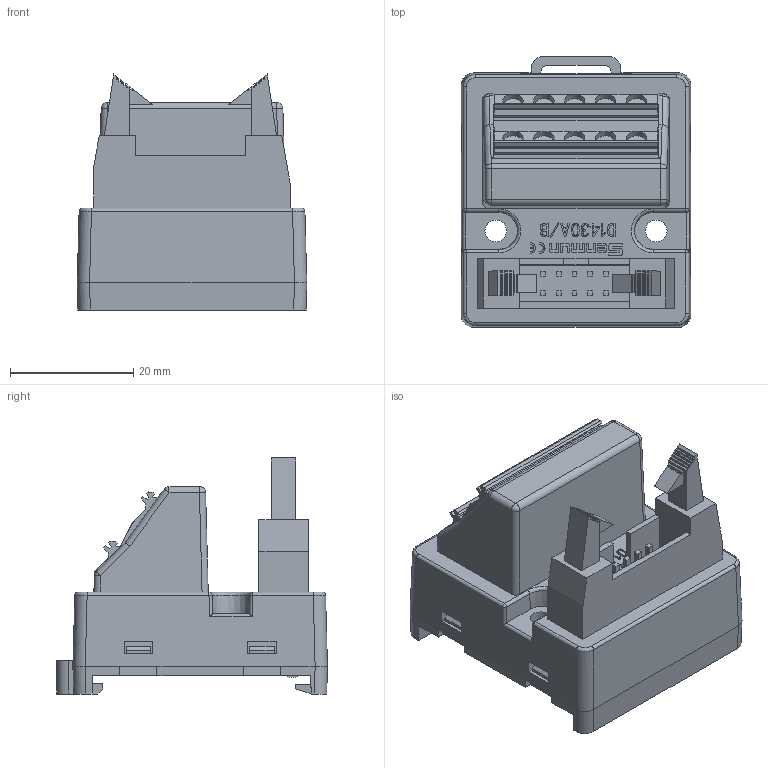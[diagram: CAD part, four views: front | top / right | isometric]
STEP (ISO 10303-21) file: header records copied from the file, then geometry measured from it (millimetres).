
FILE_DESCRIPTION(/* description */ (''),/* implementation_level */ '2;1');
FILE_NAME(/* name */ 'D1430A_B.stp',/* time_stamp */ '2024-08-08T13:48:48+08:00',/* author */ (''),/* organization */ (''),/* preprocessor_version */ 'ST-DEVELOPER v14',/* originating_system */ 'SIEMENS PLM Software NX 8.0',/* authorisation */ '');
FILE_SCHEMA (('AUTOMOTIVE_DESIGN { 1 0 10303 214 3 1 1 1 }'));
Length unit declared in the file: millimetre
Products named in the file (1): D1430A_B 3D_stp
Bounding box: 37.19 x 43.9 x 38.25 mm (x, y, z)
Volume: 29046.5 mm3; surface area: 10413.3 mm2
Topology: 1 solids, 2 shells, 567 faces, 1506 edges, 979 vertices
Faces by surface type: plane 461, cylinder 72, extrusion 14, sphere 10, bspline 6, cone 2, torus 2
Full cylindrical faces by diameter (mm): 3.3 x10, 3.5 x2
Entity records: 19064 total; most frequent: CARTESIAN_POINT 3910, ORIENTED_EDGE 2944, DIRECTION 2706, EDGE_CURVE 1472, VECTOR 1282, LINE 1268, VERTEX_POINT 967, AXIS2_PLACEMENT_3D 712
